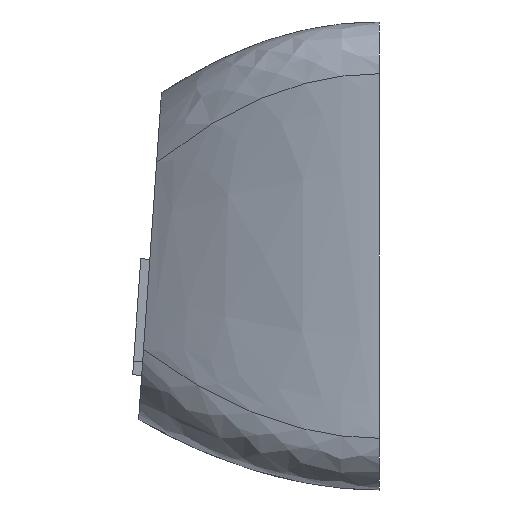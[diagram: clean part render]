
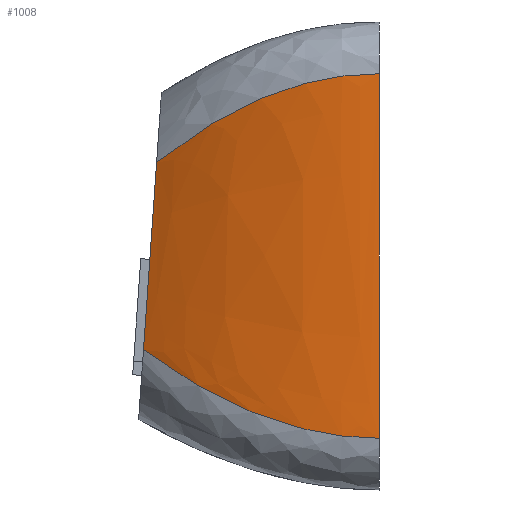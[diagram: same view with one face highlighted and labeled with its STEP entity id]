
A CAD part, left-side view. The second image highlights one B-rep face of the part: STEP entity #1008.
In plain terms, the highlighted free-form (B-spline) face has degree [3, 3] with [4, 4] control points.
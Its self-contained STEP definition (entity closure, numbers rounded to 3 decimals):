
#43=B_SPLINE_SURFACE_WITH_KNOTS('',3,3,((#1998,#1999,#2000,#2001),(#2002,
#2003,#2004,#2005),(#2006,#2007,#2008,#2009),(#2010,#2011,#2012,#2013)),
 .UNSPECIFIED.,.F.,.F.,.F.,(4,4),(4,4),(0.,1.),(0.,1.),.UNSPECIFIED.);
#80=B_SPLINE_CURVE_WITH_KNOTS('',3,(#1994,#1995,#1996,#1997),
 .UNSPECIFIED.,.F.,.F.,(4,4),(0.,1.),.UNSPECIFIED.);
#81=B_SPLINE_CURVE_WITH_KNOTS('',3,(#2014,#2015,#2016,#2017),
 .UNSPECIFIED.,.F.,.F.,(4,4),(0.,1.),.UNSPECIFIED.);
#107=FACE_OUTER_BOUND('',#166,.T.);
#166=EDGE_LOOP('',(#783,#784,#785,#786));
#225=LINE('',#1857,#328);
#230=LINE('',#1878,#333);
#328=VECTOR('',#1158,10.);
#333=VECTOR('',#1175,10.);
#441=VERTEX_POINT('',#1854);
#442=VERTEX_POINT('',#1856);
#451=VERTEX_POINT('',#1875);
#452=VERTEX_POINT('',#1877);
#555=EDGE_CURVE('',#442,#441,#225,.T.);
#565=EDGE_CURVE('',#451,#452,#230,.T.);
#573=EDGE_CURVE('',#451,#442,#80,.T.);
#574=EDGE_CURVE('',#452,#441,#81,.T.);
#783=ORIENTED_EDGE('',*,*,#565,.F.);
#784=ORIENTED_EDGE('',*,*,#573,.T.);
#785=ORIENTED_EDGE('',*,*,#555,.T.);
#786=ORIENTED_EDGE('',*,*,#574,.F.);
#1008=ADVANCED_FACE('',(#107),#43,.F.);
#1158=DIRECTION('',(0.,0.,1.));
#1175=DIRECTION('',(0.,-0.07,0.998));
#1854=CARTESIAN_POINT('',(0.,0.,16.1));
#1856=CARTESIAN_POINT('',(0.,0.,2.));
#1857=CARTESIAN_POINT('',(0.,0.,16.1));
#1875=CARTESIAN_POINT('',(2.7,9.12,5.431));
#1877=CARTESIAN_POINT('',(2.7,8.614,12.669));
#1878=CARTESIAN_POINT('',(2.7,8.614,12.669));
#1994=CARTESIAN_POINT('Ctrl Pts',(2.7,9.12,5.431));
#1995=CARTESIAN_POINT('Ctrl Pts',(0.9,6.08,3.144));
#1996=CARTESIAN_POINT('Ctrl Pts',(0.,2.956,
2.));
#1997=CARTESIAN_POINT('Ctrl Pts',(0.,0.,
2.));
#1998=CARTESIAN_POINT('Ctrl Pts',(2.7,9.12,5.431));
#1999=CARTESIAN_POINT('Ctrl Pts',(0.9,6.08,3.144));
#2000=CARTESIAN_POINT('Ctrl Pts',(0.,2.956,
2.));
#2001=CARTESIAN_POINT('Ctrl Pts',(0.,0.,
2.));
#2002=CARTESIAN_POINT('Ctrl Pts',(2.7,9.022,6.841));
#2003=CARTESIAN_POINT('Ctrl Pts',(0.939,6.014,4.776));
#2004=CARTESIAN_POINT('Ctrl Pts',(0.,2.956,
3.047));
#2005=CARTESIAN_POINT('Ctrl Pts',(0.,0.,
3.047));
#2006=CARTESIAN_POINT('Ctrl Pts',(2.7,8.713,11.259));
#2007=CARTESIAN_POINT('Ctrl Pts',(0.939,5.808,13.324));
#2008=CARTESIAN_POINT('Ctrl Pts',(0.,2.956,
15.053));
#2009=CARTESIAN_POINT('Ctrl Pts',(0.,0.,
15.053));
#2010=CARTESIAN_POINT('Ctrl Pts',(2.7,8.614,12.669));
#2011=CARTESIAN_POINT('Ctrl Pts',(0.9,5.743,14.956));
#2012=CARTESIAN_POINT('Ctrl Pts',(0.,2.956,
16.1));
#2013=CARTESIAN_POINT('Ctrl Pts',(0.,0.,16.1));
#2014=CARTESIAN_POINT('Ctrl Pts',(2.7,8.614,12.669));
#2015=CARTESIAN_POINT('Ctrl Pts',(0.9,5.743,14.956));
#2016=CARTESIAN_POINT('Ctrl Pts',(0.,2.956,
16.1));
#2017=CARTESIAN_POINT('Ctrl Pts',(0.,0.,16.1));
